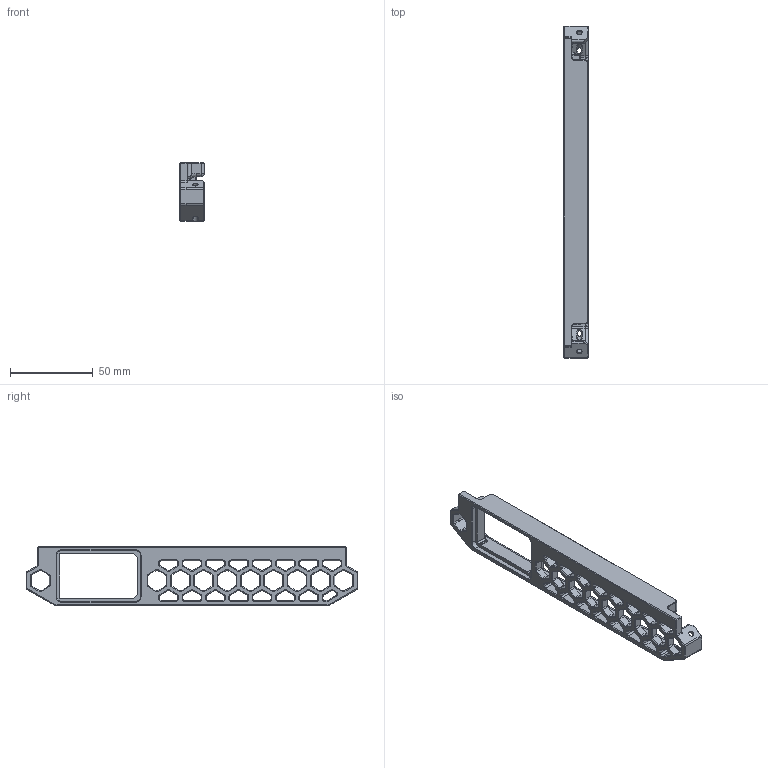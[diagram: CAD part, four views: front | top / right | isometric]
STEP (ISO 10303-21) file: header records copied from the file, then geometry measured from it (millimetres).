
FILE_DESCRIPTION((''),'2;1');
FILE_NAME('rear_skirt_redesign_v2.stp','2021-03-26T20:13:19+00:00',(''),(''),'','STEP AP214','none');
FILE_SCHEMA(('AUTOMOTIVE_DESIGN { 1 0 10303 214 1 1 1 1 }'));
Length unit declared in the file: millimetre
Products named in the file (1): rear_skirt_redesign
Bounding box: 15 x 200 x 35.5 mm (x, y, z)
Volume: 35730.1 mm3; surface area: 22179.7 mm2
Topology: 1 solids, 1 shells, 926 faces, 2338 edges, 1392 vertices
Faces by surface type: plane 443, cylinder 228, cone 227, bspline 20, torus 7, sphere 1
Entity records: 29473 total; most frequent: CARTESIAN_POINT 8306, ORIENTED_EDGE 4674, DIRECTION 3759, EDGE_CURVE 2337, VECTOR 1514, LINE 1514, AXIS2_PLACEMENT_3D 1423, VERTEX_POINT 1392
